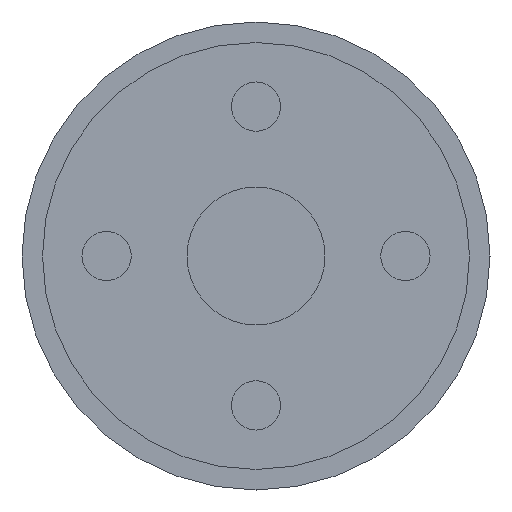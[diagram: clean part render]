
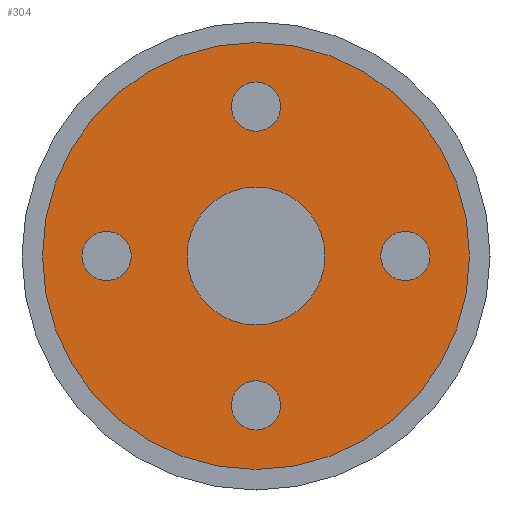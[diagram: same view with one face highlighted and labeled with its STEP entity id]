
A CAD part, front view. The second image highlights one B-rep face of the part: STEP entity #304.
In plain terms, the highlighted planar face has unit normal (0, -1, 0).
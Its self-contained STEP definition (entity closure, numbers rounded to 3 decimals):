
#5 = CARTESIAN_POINT ( 'NONE',  ( 0., -3., 4.55 ) ) ;
#6 = EDGE_CURVE ( 'NONE', #31, #292, #291, .T. ) ;
#12 = FACE_BOUND ( 'NONE', #115, .T. ) ;
#31 = VERTEX_POINT ( 'NONE', #705 ) ;
#45 = ORIENTED_EDGE ( 'NONE', *, *, #6, .F. ) ;
#56 = EDGE_CURVE ( 'NONE', #641, #643, #512, .T. ) ;
#63 = ORIENTED_EDGE ( 'NONE', *, *, #462, .F. ) ;
#67 = CARTESIAN_POINT ( 'NONE',  ( 0., -3., 4.55 ) ) ;
#70 = CIRCLE ( 'NONE', #360, 0.75 ) ;
#74 = EDGE_CURVE ( 'NONE', #663, #390, #452, .T. ) ;
#75 = CARTESIAN_POINT ( 'NONE',  ( 0., -3., -4.55 ) ) ;
#81 = DIRECTION ( 'NONE',  ( 0., 0., -1. ) ) ;
#99 = ORIENTED_EDGE ( 'NONE', *, *, #777, .F. ) ;
#110 = DIRECTION ( 'NONE',  ( 0., -1., 0. ) ) ;
#113 = CIRCLE ( 'NONE', #381, 0.75 ) ;
#115 = EDGE_LOOP ( 'NONE', ( #361, #842 ) ) ;
#119 = AXIS2_PLACEMENT_3D ( 'NONE', #408, #851, #855 ) ;
#127 = DIRECTION ( 'NONE',  ( 0., -1., 0. ) ) ;
#128 = CARTESIAN_POINT ( 'NONE',  ( 0., -3., 6.5 ) ) ;
#143 = AXIS2_PLACEMENT_3D ( 'NONE', #234, #826, #223 ) ;
#146 = FACE_BOUND ( 'NONE', #505, .T. ) ;
#150 = PLANE ( 'NONE',  #710 ) ;
#172 = CARTESIAN_POINT ( 'NONE',  ( 0., -3., -4.55 ) ) ;
#174 = VERTEX_POINT ( 'NONE', #473 ) ;
#193 = VERTEX_POINT ( 'NONE', #267 ) ;
#204 = DIRECTION ( 'NONE',  ( 0., 0., -1. ) ) ;
#208 = CARTESIAN_POINT ( 'NONE',  ( 0., -3., 5.3 ) ) ;
#209 = CARTESIAN_POINT ( 'NONE',  ( 0., -3., 2.1 ) ) ;
#223 = DIRECTION ( 'NONE',  ( 0., 0., -1. ) ) ;
#230 = CIRCLE ( 'NONE', #417, 0.75 ) ;
#234 = CARTESIAN_POINT ( 'NONE',  ( 4.55, -3., 0. ) ) ;
#242 = VERTEX_POINT ( 'NONE', #484 ) ;
#245 = ORIENTED_EDGE ( 'NONE', *, *, #472, .F. ) ;
#246 = AXIS2_PLACEMENT_3D ( 'NONE', #467, #612, #204 ) ;
#256 = CARTESIAN_POINT ( 'NONE',  ( -4.55, -3., -0.75 ) ) ;
#258 = ORIENTED_EDGE ( 'NONE', *, *, #798, .F. ) ;
#266 = DIRECTION ( 'NONE',  ( 0., -1., 0. ) ) ;
#267 = CARTESIAN_POINT ( 'NONE',  ( 0., -3., -6.5 ) ) ;
#268 = DIRECTION ( 'NONE',  ( 0., 0., -1. ) ) ;
#276 = FACE_OUTER_BOUND ( 'NONE', #299, .T. ) ;
#285 = EDGE_CURVE ( 'NONE', #643, #641, #621, .T. ) ;
#290 = ORIENTED_EDGE ( 'NONE', *, *, #485, .F. ) ;
#291 = CIRCLE ( 'NONE', #143, 0.75 ) ;
#292 = VERTEX_POINT ( 'NONE', #480 ) ;
#299 = EDGE_LOOP ( 'NONE', ( #425, #838 ) ) ;
#304 = ADVANCED_FACE ( 'NONE', ( #751, #146, #689, #346, #12, #276 ), #150, .F. ) ;
#317 = AXIS2_PLACEMENT_3D ( 'NONE', #503, #640, #773 ) ;
#331 = DIRECTION ( 'NONE',  ( 0., 0., -1. ) ) ;
#337 = DIRECTION ( 'NONE',  ( 0., -1., 0. ) ) ;
#341 = CARTESIAN_POINT ( 'NONE',  ( 0., -3., 0. ) ) ;
#346 = FACE_BOUND ( 'NONE', #382, .T. ) ;
#352 = CARTESIAN_POINT ( 'NONE',  ( -4.55, -3., 0.75 ) ) ;
#360 = AXIS2_PLACEMENT_3D ( 'NONE', #75, #337, #413 ) ;
#361 = ORIENTED_EDGE ( 'NONE', *, *, #56, .F. ) ;
#364 = CARTESIAN_POINT ( 'NONE',  ( 4.55, -3., 0. ) ) ;
#365 = VERTEX_POINT ( 'NONE', #128 ) ;
#380 = ORIENTED_EDGE ( 'NONE', *, *, #74, .F. ) ;
#381 = AXIS2_PLACEMENT_3D ( 'NONE', #5, #266, #268 ) ;
#382 = EDGE_LOOP ( 'NONE', ( #245, #99 ) ) ;
#390 = VERTEX_POINT ( 'NONE', #256 ) ;
#408 = CARTESIAN_POINT ( 'NONE',  ( 0., -3., 0. ) ) ;
#410 = DIRECTION ( 'NONE',  ( 0., -1., 0. ) ) ;
#413 = DIRECTION ( 'NONE',  ( 0., 0., -1. ) ) ;
#417 = AXIS2_PLACEMENT_3D ( 'NONE', #67, #410, #331 ) ;
#418 = CARTESIAN_POINT ( 'NONE',  ( 0., -3., 0. ) ) ;
#425 = ORIENTED_EDGE ( 'NONE', *, *, #636, .T. ) ;
#428 = AXIS2_PLACEMENT_3D ( 'NONE', #172, #565, #588 ) ;
#436 = DIRECTION ( 'NONE',  ( 0., 0., -1. ) ) ;
#452 = CIRCLE ( 'NONE', #724, 0.75 ) ;
#462 = EDGE_CURVE ( 'NONE', #520, #174, #230, .T. ) ;
#467 = CARTESIAN_POINT ( 'NONE',  ( -4.55, -3., 0. ) ) ;
#472 = EDGE_CURVE ( 'NONE', #242, #511, #70, .T. ) ;
#473 = CARTESIAN_POINT ( 'NONE',  ( 0., -3., 3.8 ) ) ;
#480 = CARTESIAN_POINT ( 'NONE',  ( 4.55, -3., 0.75 ) ) ;
#484 = CARTESIAN_POINT ( 'NONE',  ( 0., -3., -5.3 ) ) ;
#485 = EDGE_CURVE ( 'NONE', #390, #663, #666, .T. ) ;
#500 = AXIS2_PLACEMENT_3D ( 'NONE', #364, #110, #436 ) ;
#503 = CARTESIAN_POINT ( 'NONE',  ( 0., -3., 0. ) ) ;
#505 = EDGE_LOOP ( 'NONE', ( #858, #63 ) ) ;
#507 = EDGE_CURVE ( 'NONE', #174, #520, #113, .T. ) ;
#511 = VERTEX_POINT ( 'NONE', #546 ) ;
#512 = CIRCLE ( 'NONE', #119, 2.1 ) ;
#520 = VERTEX_POINT ( 'NONE', #208 ) ;
#535 = CIRCLE ( 'NONE', #678, 6.5 ) ;
#544 = CIRCLE ( 'NONE', #500, 0.75 ) ;
#546 = CARTESIAN_POINT ( 'NONE',  ( 0., -3., -3.8 ) ) ;
#547 = DIRECTION ( 'NONE',  ( 0., 0., -1. ) ) ;
#554 = CARTESIAN_POINT ( 'NONE',  ( 0., -3., 0. ) ) ;
#565 = DIRECTION ( 'NONE',  ( 0., -1., 0. ) ) ;
#588 = DIRECTION ( 'NONE',  ( 0., 0., -1. ) ) ;
#597 = DIRECTION ( 'NONE',  ( 0., 0., -1. ) ) ;
#601 = CARTESIAN_POINT ( 'NONE',  ( -4.55, -3., 0. ) ) ;
#612 = DIRECTION ( 'NONE',  ( 0., -1., 0. ) ) ;
#614 = DIRECTION ( 'NONE',  ( 0., -1., 0. ) ) ;
#618 = CARTESIAN_POINT ( 'NONE',  ( 0., -3., -2.1 ) ) ;
#621 = CIRCLE ( 'NONE', #737, 2.1 ) ;
#636 = EDGE_CURVE ( 'NONE', #193, #365, #535, .T. ) ;
#640 = DIRECTION ( 'NONE',  ( 0., -1., 0. ) ) ;
#641 = VERTEX_POINT ( 'NONE', #618 ) ;
#643 = VERTEX_POINT ( 'NONE', #209 ) ;
#663 = VERTEX_POINT ( 'NONE', #352 ) ;
#666 = CIRCLE ( 'NONE', #246, 0.75 ) ;
#678 = AXIS2_PLACEMENT_3D ( 'NONE', #418, #820, #547 ) ;
#689 = FACE_BOUND ( 'NONE', #783, .T. ) ;
#705 = CARTESIAN_POINT ( 'NONE',  ( 4.55, -3., -0.75 ) ) ;
#710 = AXIS2_PLACEMENT_3D ( 'NONE', #554, #759, #756 ) ;
#724 = AXIS2_PLACEMENT_3D ( 'NONE', #601, #127, #597 ) ;
#737 = AXIS2_PLACEMENT_3D ( 'NONE', #341, #614, #81 ) ;
#751 = FACE_BOUND ( 'NONE', #843, .T. ) ;
#756 = DIRECTION ( 'NONE',  ( 0., 0., 1. ) ) ;
#759 = DIRECTION ( 'NONE',  ( 0., 1., 0. ) ) ;
#762 = EDGE_CURVE ( 'NONE', #365, #193, #857, .T. ) ;
#773 = DIRECTION ( 'NONE',  ( 0., 0., -1. ) ) ;
#777 = EDGE_CURVE ( 'NONE', #511, #242, #805, .T. ) ;
#783 = EDGE_LOOP ( 'NONE', ( #290, #380 ) ) ;
#798 = EDGE_CURVE ( 'NONE', #292, #31, #544, .T. ) ;
#805 = CIRCLE ( 'NONE', #428, 0.75 ) ;
#820 = DIRECTION ( 'NONE',  ( 0., -1., 0. ) ) ;
#826 = DIRECTION ( 'NONE',  ( 0., -1., 0. ) ) ;
#838 = ORIENTED_EDGE ( 'NONE', *, *, #762, .T. ) ;
#842 = ORIENTED_EDGE ( 'NONE', *, *, #285, .F. ) ;
#843 = EDGE_LOOP ( 'NONE', ( #45, #258 ) ) ;
#851 = DIRECTION ( 'NONE',  ( 0., -1., 0. ) ) ;
#855 = DIRECTION ( 'NONE',  ( 0., 0., -1. ) ) ;
#857 = CIRCLE ( 'NONE', #317, 6.5 ) ;
#858 = ORIENTED_EDGE ( 'NONE', *, *, #507, .F. ) ;
